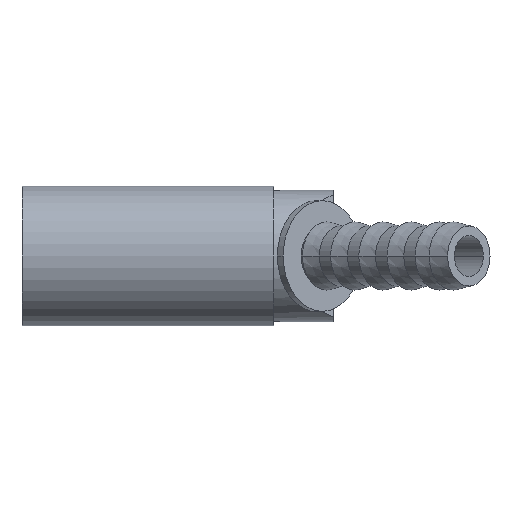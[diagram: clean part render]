
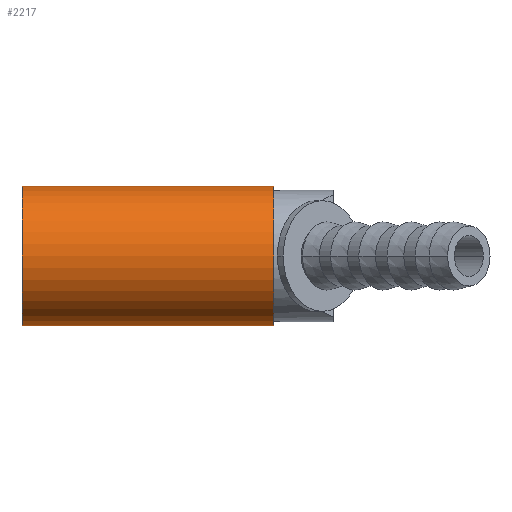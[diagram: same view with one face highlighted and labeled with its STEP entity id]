
A CAD part, front view. The second image highlights one B-rep face of the part: STEP entity #2217.
In plain terms, the highlighted cylindrical face has radius 8.5 mm (diameter 17 mm), a partial arc.
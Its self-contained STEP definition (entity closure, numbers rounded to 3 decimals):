
#439 = CARTESIAN_POINT ( 'NONE',  ( 0., 0., 8.5 ) ) ;
#704 = AXIS2_PLACEMENT_3D ( 'NONE', #2409, #1172, #6559 ) ;
#782 = ORIENTED_EDGE ( 'NONE', *, *, #5293, .T. ) ;
#995 = DIRECTION ( 'NONE',  ( 0., 0., 1. ) ) ;
#1172 = DIRECTION ( 'NONE',  ( -1., 0., 0. ) ) ;
#1194 = DIRECTION ( 'NONE',  ( -1., 0., 0. ) ) ;
#1458 = EDGE_CURVE ( 'NONE', #5631, #4790, #3940, .T. ) ;
#1619 = CARTESIAN_POINT ( 'NONE',  ( 30.7, 0., -8.5 ) ) ;
#1778 = CARTESIAN_POINT ( 'NONE',  ( 30.7, 0., 0. ) ) ;
#2149 = DIRECTION ( 'NONE',  ( -1., 0., 0. ) ) ;
#2217 = ADVANCED_FACE ( 'NONE', ( #4572 ), #3248, .T. ) ;
#2409 = CARTESIAN_POINT ( 'NONE',  ( 0., 0., 0. ) ) ;
#2576 = AXIS2_PLACEMENT_3D ( 'NONE', #6334, #2149, #995 ) ;
#2613 = DIRECTION ( 'NONE',  ( -1., 0., 0. ) ) ;
#2835 = EDGE_LOOP ( 'NONE', ( #5777, #7937, #782, #3082 ) ) ;
#2950 = DIRECTION ( 'NONE',  ( 0., 0., 1. ) ) ;
#3006 = CIRCLE ( 'NONE', #2576, 8.5 ) ;
#3082 = ORIENTED_EDGE ( 'NONE', *, *, #7397, .F. ) ;
#3152 = EDGE_CURVE ( 'NONE', #5631, #7805, #8055, .T. ) ;
#3248 = CYLINDRICAL_SURFACE ( 'NONE', #704, 8.5 ) ;
#3283 = CARTESIAN_POINT ( 'NONE',  ( 0., 0., 8.5 ) ) ;
#3389 = VERTEX_POINT ( 'NONE', #3283 ) ;
#3654 = CARTESIAN_POINT ( 'NONE',  ( 0., 0., -8.5 ) ) ;
#3834 = AXIS2_PLACEMENT_3D ( 'NONE', #1778, #8619, #2950 ) ;
#3940 = LINE ( 'NONE', #7955, #6932 ) ;
#4572 = FACE_OUTER_BOUND ( 'NONE', #2835, .T. ) ;
#4790 = VERTEX_POINT ( 'NONE', #3654 ) ;
#5293 = EDGE_CURVE ( 'NONE', #7805, #3389, #7245, .T. ) ;
#5631 = VERTEX_POINT ( 'NONE', #1619 ) ;
#5777 = ORIENTED_EDGE ( 'NONE', *, *, #1458, .F. ) ;
#6085 = VECTOR ( 'NONE', #1194, 1000. ) ;
#6334 = CARTESIAN_POINT ( 'NONE',  ( 0., 0., 0. ) ) ;
#6559 = DIRECTION ( 'NONE',  ( 0., 0., 1. ) ) ;
#6727 = CARTESIAN_POINT ( 'NONE',  ( 30.7, 0., 8.5 ) ) ;
#6932 = VECTOR ( 'NONE', #2613, 1000. ) ;
#7245 = LINE ( 'NONE', #439, #6085 ) ;
#7397 = EDGE_CURVE ( 'NONE', #4790, #3389, #3006, .T. ) ;
#7805 = VERTEX_POINT ( 'NONE', #6727 ) ;
#7937 = ORIENTED_EDGE ( 'NONE', *, *, #3152, .T. ) ;
#7955 = CARTESIAN_POINT ( 'NONE',  ( 0., 0., -8.5 ) ) ;
#8055 = CIRCLE ( 'NONE', #3834, 8.5 ) ;
#8619 = DIRECTION ( 'NONE',  ( -1., 0., 0. ) ) ;
